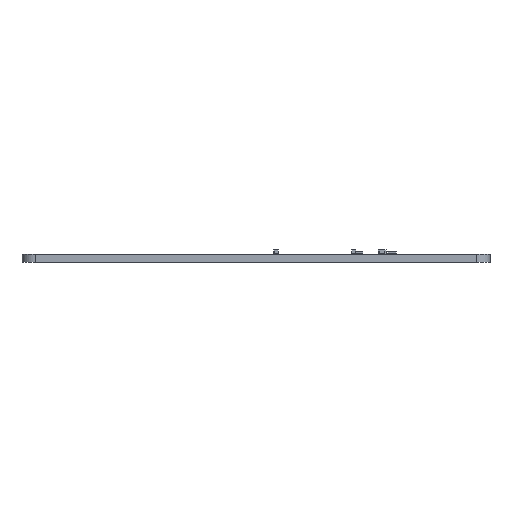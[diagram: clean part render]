
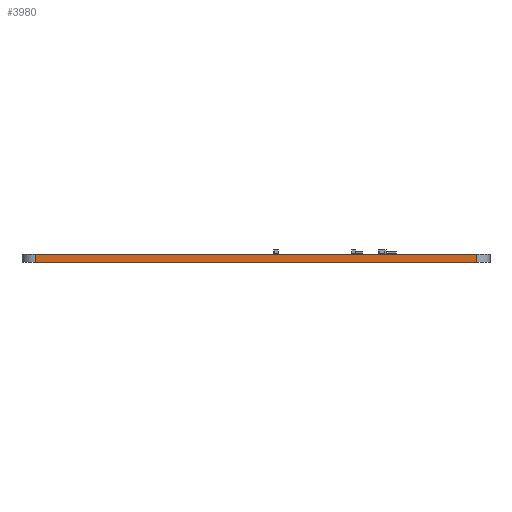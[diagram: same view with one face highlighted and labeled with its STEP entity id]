
A CAD part, front view. The second image highlights one B-rep face of the part: STEP entity #3980.
In plain terms, the highlighted planar face has unit normal (0, -1, 0).
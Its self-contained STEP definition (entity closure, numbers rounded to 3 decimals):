
#3980 = ADVANCED_FACE('',(#3981),#3995,.F.);
#3981 = FACE_BOUND('',#3982,.F.);
#3982 = EDGE_LOOP('',(#3983,#4018,#4046,#4074));
#3983 = ORIENTED_EDGE('',*,*,#3984,.T.);
#3984 = EDGE_CURVE('',#3985,#3987,#3989,.T.);
#3985 = VERTEX_POINT('',#3986);
#3986 = CARTESIAN_POINT('',(50.8,-101.6,0.));
#3987 = VERTEX_POINT('',#3988);
#3988 = CARTESIAN_POINT('',(50.8,-101.6,1.6));
#3989 = SURFACE_CURVE('',#3990,(#3994,#4006),.PCURVE_S1.);
#3990 = LINE('',#3991,#3992);
#3991 = CARTESIAN_POINT('',(50.8,-101.6,0.));
#3992 = VECTOR('',#3993,1.);
#3993 = DIRECTION('',(0.,0.,1.));
#3994 = PCURVE('',#3995,#4000);
#3995 = PLANE('',#3996);
#3996 = AXIS2_PLACEMENT_3D('',#3997,#3998,#3999);
#3997 = CARTESIAN_POINT('',(50.8,-101.6,0.));
#3998 = DIRECTION('',(0.,1.,0.));
#3999 = DIRECTION('',(1.,0.,0.));
#4000 = DEFINITIONAL_REPRESENTATION('',(#4001),#4005);
#4001 = LINE('',#4002,#4003);
#4002 = CARTESIAN_POINT('',(0.,0.));
#4003 = VECTOR('',#4004,1.);
#4004 = DIRECTION('',(0.,-1.));
#4005 = ( GEOMETRIC_REPRESENTATION_CONTEXT(2) 
PARAMETRIC_REPRESENTATION_CONTEXT() REPRESENTATION_CONTEXT('2D SPACE',''
  ) );
#4006 = PCURVE('',#4007,#4012);
#4007 = CYLINDRICAL_SURFACE('',#4008,2.54);
#4008 = AXIS2_PLACEMENT_3D('',#4009,#4010,#4011);
#4009 = CARTESIAN_POINT('',(50.8,-99.06,0.));
#4010 = DIRECTION('',(0.,0.,-1.));
#4011 = DIRECTION('',(1.,0.,0.));
#4012 = DEFINITIONAL_REPRESENTATION('',(#4013),#4017);
#4013 = LINE('',#4014,#4015);
#4014 = CARTESIAN_POINT('',(-4.712,0.));
#4015 = VECTOR('',#4016,1.);
#4016 = DIRECTION('',(0.,-1.));
#4017 = ( GEOMETRIC_REPRESENTATION_CONTEXT(2) 
PARAMETRIC_REPRESENTATION_CONTEXT() REPRESENTATION_CONTEXT('2D SPACE',''
  ) );
#4018 = ORIENTED_EDGE('',*,*,#4019,.T.);
#4019 = EDGE_CURVE('',#3987,#4020,#4022,.T.);
#4020 = VERTEX_POINT('',#4021);
#4021 = CARTESIAN_POINT('',(134.62,-101.6,1.6));
#4022 = SURFACE_CURVE('',#4023,(#4027,#4034),.PCURVE_S1.);
#4023 = LINE('',#4024,#4025);
#4024 = CARTESIAN_POINT('',(50.8,-101.6,1.6));
#4025 = VECTOR('',#4026,1.);
#4026 = DIRECTION('',(1.,0.,0.));
#4027 = PCURVE('',#3995,#4028);
#4028 = DEFINITIONAL_REPRESENTATION('',(#4029),#4033);
#4029 = LINE('',#4030,#4031);
#4030 = CARTESIAN_POINT('',(0.,-1.6));
#4031 = VECTOR('',#4032,1.);
#4032 = DIRECTION('',(1.,0.));
#4033 = ( GEOMETRIC_REPRESENTATION_CONTEXT(2) 
PARAMETRIC_REPRESENTATION_CONTEXT() REPRESENTATION_CONTEXT('2D SPACE',''
  ) );
#4034 = PCURVE('',#4035,#4040);
#4035 = PLANE('',#4036);
#4036 = AXIS2_PLACEMENT_3D('',#4037,#4038,#4039);
#4037 = CARTESIAN_POINT('',(92.71,-63.5,1.6));
#4038 = DIRECTION('',(0.,0.,1.));
#4039 = DIRECTION('',(1.,0.,0.));
#4040 = DEFINITIONAL_REPRESENTATION('',(#4041),#4045);
#4041 = LINE('',#4042,#4043);
#4042 = CARTESIAN_POINT('',(-41.91,-38.1));
#4043 = VECTOR('',#4044,1.);
#4044 = DIRECTION('',(1.,0.));
#4045 = ( GEOMETRIC_REPRESENTATION_CONTEXT(2) 
PARAMETRIC_REPRESENTATION_CONTEXT() REPRESENTATION_CONTEXT('2D SPACE',''
  ) );
#4046 = ORIENTED_EDGE('',*,*,#4047,.F.);
#4047 = EDGE_CURVE('',#4048,#4020,#4050,.T.);
#4048 = VERTEX_POINT('',#4049);
#4049 = CARTESIAN_POINT('',(134.62,-101.6,0.));
#4050 = SURFACE_CURVE('',#4051,(#4055,#4062),.PCURVE_S1.);
#4051 = LINE('',#4052,#4053);
#4052 = CARTESIAN_POINT('',(134.62,-101.6,0.));
#4053 = VECTOR('',#4054,1.);
#4054 = DIRECTION('',(0.,0.,1.));
#4055 = PCURVE('',#3995,#4056);
#4056 = DEFINITIONAL_REPRESENTATION('',(#4057),#4061);
#4057 = LINE('',#4058,#4059);
#4058 = CARTESIAN_POINT('',(83.82,0.));
#4059 = VECTOR('',#4060,1.);
#4060 = DIRECTION('',(0.,-1.));
#4061 = ( GEOMETRIC_REPRESENTATION_CONTEXT(2) 
PARAMETRIC_REPRESENTATION_CONTEXT() REPRESENTATION_CONTEXT('2D SPACE',''
  ) );
#4062 = PCURVE('',#4063,#4068);
#4063 = CYLINDRICAL_SURFACE('',#4064,2.54);
#4064 = AXIS2_PLACEMENT_3D('',#4065,#4066,#4067);
#4065 = CARTESIAN_POINT('',(134.62,-99.06,0.));
#4066 = DIRECTION('',(0.,0.,-1.));
#4067 = DIRECTION('',(1.,0.,0.));
#4068 = DEFINITIONAL_REPRESENTATION('',(#4069),#4073);
#4069 = LINE('',#4070,#4071);
#4070 = CARTESIAN_POINT('',(-4.712,0.));
#4071 = VECTOR('',#4072,1.);
#4072 = DIRECTION('',(0.,-1.));
#4073 = ( GEOMETRIC_REPRESENTATION_CONTEXT(2) 
PARAMETRIC_REPRESENTATION_CONTEXT() REPRESENTATION_CONTEXT('2D SPACE',''
  ) );
#4074 = ORIENTED_EDGE('',*,*,#4075,.F.);
#4075 = EDGE_CURVE('',#3985,#4048,#4076,.T.);
#4076 = SURFACE_CURVE('',#4077,(#4081,#4088),.PCURVE_S1.);
#4077 = LINE('',#4078,#4079);
#4078 = CARTESIAN_POINT('',(50.8,-101.6,0.));
#4079 = VECTOR('',#4080,1.);
#4080 = DIRECTION('',(1.,0.,0.));
#4081 = PCURVE('',#3995,#4082);
#4082 = DEFINITIONAL_REPRESENTATION('',(#4083),#4087);
#4083 = LINE('',#4084,#4085);
#4084 = CARTESIAN_POINT('',(0.,0.));
#4085 = VECTOR('',#4086,1.);
#4086 = DIRECTION('',(1.,0.));
#4087 = ( GEOMETRIC_REPRESENTATION_CONTEXT(2) 
PARAMETRIC_REPRESENTATION_CONTEXT() REPRESENTATION_CONTEXT('2D SPACE',''
  ) );
#4088 = PCURVE('',#4089,#4094);
#4089 = PLANE('',#4090);
#4090 = AXIS2_PLACEMENT_3D('',#4091,#4092,#4093);
#4091 = CARTESIAN_POINT('',(92.71,-63.5,0.));
#4092 = DIRECTION('',(0.,0.,1.));
#4093 = DIRECTION('',(1.,0.,0.));
#4094 = DEFINITIONAL_REPRESENTATION('',(#4095),#4099);
#4095 = LINE('',#4096,#4097);
#4096 = CARTESIAN_POINT('',(-41.91,-38.1));
#4097 = VECTOR('',#4098,1.);
#4098 = DIRECTION('',(1.,0.));
#4099 = ( GEOMETRIC_REPRESENTATION_CONTEXT(2) 
PARAMETRIC_REPRESENTATION_CONTEXT() REPRESENTATION_CONTEXT('2D SPACE',''
  ) );
